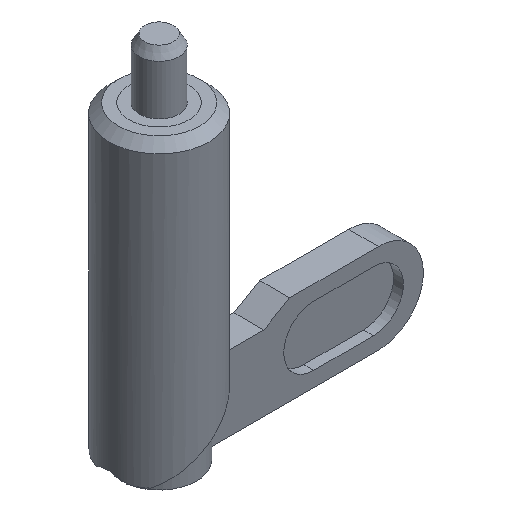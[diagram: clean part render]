
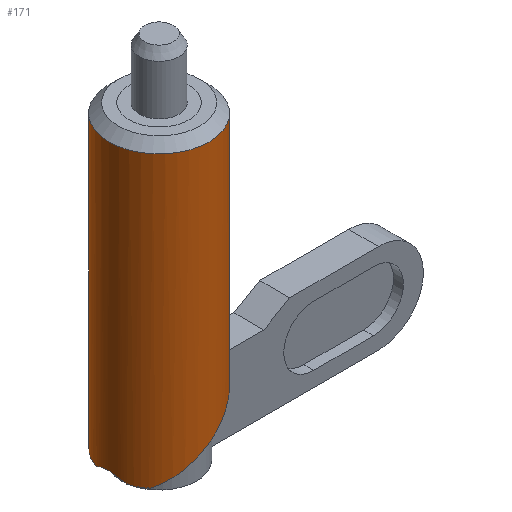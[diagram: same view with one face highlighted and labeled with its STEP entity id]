
A CAD part, isometric view. The second image highlights one B-rep face of the part: STEP entity #171.
In plain terms, the highlighted cylindrical face has radius 5 mm (diameter 10 mm), a full revolution.
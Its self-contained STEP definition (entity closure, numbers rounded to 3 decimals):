
#171 = ADVANCED_FACE( '', ( #331, #332 ), #333, .T. );
#331 = FACE_OUTER_BOUND( '', #480, .T. );
#332 = FACE_OUTER_BOUND( '', #481, .T. );
#333 = CYLINDRICAL_SURFACE( '', #482, 5. );
#480 = EDGE_LOOP( '', ( #756 ) );
#481 = EDGE_LOOP( '', ( #757, #758, #759, #760 ) );
#482 = AXIS2_PLACEMENT_3D( '', #761, #762, #763 );
#756 = ORIENTED_EDGE( '', *, *, #884, .F. );
#757 = ORIENTED_EDGE( '', *, *, #890, .T. );
#758 = ORIENTED_EDGE( '', *, *, #864, .T. );
#759 = ORIENTED_EDGE( '', *, *, #853, .T. );
#760 = ORIENTED_EDGE( '', *, *, #901, .F. );
#761 = CARTESIAN_POINT( '', ( 0., 0., 0. ) );
#762 = DIRECTION( '', ( 0., 1., 0. ) );
#763 = DIRECTION( '', ( 0., 0., -1. ) );
#853 = EDGE_CURVE( '', #995, #996, #997, .T. );
#864 = EDGE_CURVE( '', #1012, #995, #1013, .T. );
#884 = EDGE_CURVE( '', #1040, #1040, #1041, .T. );
#890 = EDGE_CURVE( '', #1047, #1012, #1049, .T. );
#901 = EDGE_CURVE( '', #1047, #996, #1063, .T. );
#995 = VERTEX_POINT( '', #1199 );
#996 = VERTEX_POINT( '', #1200 );
#997 = CIRCLE( '', #1201, 5. );
#1012 = VERTEX_POINT( '', #1220 );
#1013 = B_SPLINE_CURVE_WITH_KNOTS( '', 3, ( #1221, #1222, #1223, #1224, #1225, #1226, #1227, #1228, #1229, #1230 ), .UNSPECIFIED., .F., .F., ( 4, 2, 2, 2, 4 ), ( 0., 0.001, 0.002, 0.002, 0.003 ), .UNSPECIFIED. );
#1040 = VERTEX_POINT( '', #1266 );
#1041 = CIRCLE( '', #1267, 5. );
#1047 = VERTEX_POINT( '', #1275 );
#1049 = CIRCLE( '', #1278, 5. );
#1063 = ELLIPSE( '', #1297, 6.18, 5. );
#1199 = CARTESIAN_POINT( '', ( -4.77, 30., -1.5 ) );
#1200 = CARTESIAN_POINT( '', ( -4., 30., -3. ) );
#1201 = AXIS2_PLACEMENT_3D( '', #1385, #1386, #1387 );
#1220 = CARTESIAN_POINT( '', ( -4.77, 30., 1.5 ) );
#1221 = CARTESIAN_POINT( '', ( -4.77, 30., 1.5 ) );
#1222 = CARTESIAN_POINT( '', ( -4.837, 29.841, 1.287 ) );
#1223 = CARTESIAN_POINT( '', ( -4.895, 29.717, 1.054 ) );
#1224 = CARTESIAN_POINT( '', ( -4.978, 29.544, 0.54 ) );
#1225 = CARTESIAN_POINT( '', ( -5., 29.5, 0.275 ) );
#1226 = CARTESIAN_POINT( '', ( -5., 29.5, -0.274 ) );
#1227 = CARTESIAN_POINT( '', ( -4.977, 29.544, -0.542 ) );
#1228 = CARTESIAN_POINT( '', ( -4.894, 29.717, -1.054 ) );
#1229 = CARTESIAN_POINT( '', ( -4.837, 29.841, -1.287 ) );
#1230 = CARTESIAN_POINT( '', ( -4.77, 30., -1.5 ) );
#1266 = CARTESIAN_POINT( '', ( 0., 0.92, -5. ) );
#1267 = AXIS2_PLACEMENT_3D( '', #1425, #1426, #1427 );
#1275 = CARTESIAN_POINT( '', ( -4., 30., 3. ) );
#1278 = AXIS2_PLACEMENT_3D( '', #1431, #1432, #1433 );
#1297 = AXIS2_PLACEMENT_3D( '', #1442, #1443, #1444 );
#1385 = CARTESIAN_POINT( '', ( 0., 30., 0. ) );
#1386 = DIRECTION( '', ( 0., -1., 0. ) );
#1387 = DIRECTION( '', ( 0., 0., -1. ) );
#1425 = CARTESIAN_POINT( '', ( 0., 0.92, 0. ) );
#1426 = DIRECTION( '', ( 0., -1., 0. ) );
#1427 = DIRECTION( '', ( 0., 0., -1. ) );
#1431 = CARTESIAN_POINT( '', ( 0., 30., 0. ) );
#1432 = DIRECTION( '', ( 0., -1., 0. ) );
#1433 = DIRECTION( '', ( 0., 0., -1. ) );
#1442 = CARTESIAN_POINT( '', ( 0., 27.094, 0. ) );
#1443 = DIRECTION( '', ( 0.588, 0.809, 0. ) );
#1444 = DIRECTION( '', ( 0.809, -0.588, 0. ) );
